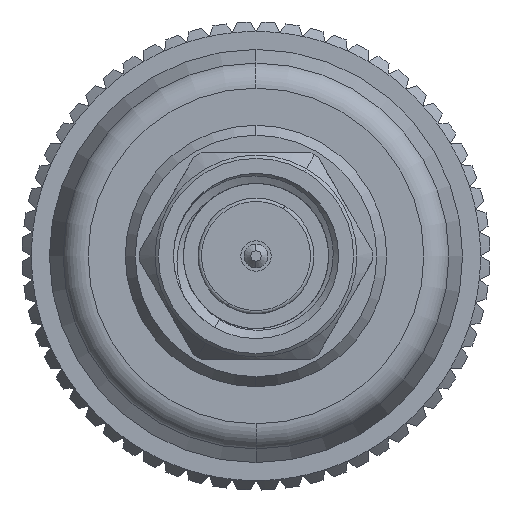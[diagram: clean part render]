
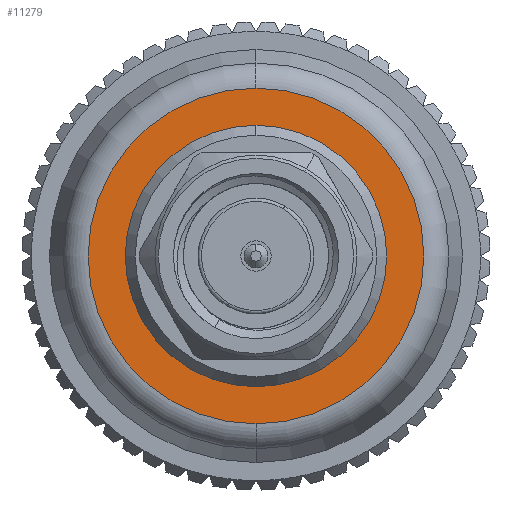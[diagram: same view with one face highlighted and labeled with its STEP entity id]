
A CAD part, left-side view. The second image highlights one B-rep face of the part: STEP entity #11279.
In plain terms, the highlighted planar face has unit normal (-1, 0, 0).
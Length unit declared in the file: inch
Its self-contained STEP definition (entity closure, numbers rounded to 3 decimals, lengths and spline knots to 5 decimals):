
#22 = AXIS2_PLACEMENT_3D ( 'NONE', #6115, #11990, #13502 ) ;
#233 = ORIENTED_EDGE ( 'NONE', *, *, #3446, .F. ) ;
#267 = PLANE ( 'NONE',  #14529 ) ;
#458 = CARTESIAN_POINT ( 'NONE',  ( 0.53561, 0., 0. ) ) ;
#637 = DIRECTION ( 'NONE',  ( 1., 0., 0. ) ) ;
#1031 = ORIENTED_EDGE ( 'NONE', *, *, #12614, .T. ) ;
#1114 = CARTESIAN_POINT ( 'NONE',  ( 0.53561, 0.19792, 0. ) ) ;
#1607 = DIRECTION ( 'NONE',  ( 1., 0., 0. ) ) ;
#2324 = EDGE_LOOP ( 'NONE', ( #1031, #4562 ) ) ;
#2720 = AXIS2_PLACEMENT_3D ( 'NONE', #11582, #4560, #8534 ) ;
#3446 = EDGE_CURVE ( 'NONE', #15944, #17531, #5040, .T. ) ;
#3607 = VERTEX_POINT ( 'NONE', #10213 ) ;
#3891 = DIRECTION ( 'NONE',  ( 0., 0., 1. ) ) ;
#4560 = DIRECTION ( 'NONE',  ( 1., 0., 0. ) ) ;
#4562 = ORIENTED_EDGE ( 'NONE', *, *, #14236, .T. ) ;
#5040 = CIRCLE ( 'NONE', #13810, 0.25411 ) ;
#5446 = CARTESIAN_POINT ( 'NONE',  ( 0.53561, 0., -0.19792 ) ) ;
#5814 = DIRECTION ( 'NONE',  ( 0., 0., -1. ) ) ;
#6115 = CARTESIAN_POINT ( 'NONE',  ( 0.53561, 0., 0. ) ) ;
#7153 = CARTESIAN_POINT ( 'NONE',  ( 0.53561, 0., 0.25411 ) ) ;
#8314 = ORIENTED_EDGE ( 'NONE', *, *, #12353, .F. ) ;
#8534 = DIRECTION ( 'NONE',  ( 0., 0., -1. ) ) ;
#8542 = CIRCLE ( 'NONE', #22, 0.19792 ) ;
#8796 = CIRCLE ( 'NONE', #2720, 0.19792 ) ;
#9394 = FACE_OUTER_BOUND ( 'NONE', #12384, .T. ) ;
#10213 = CARTESIAN_POINT ( 'NONE',  ( 0.53561, 0., 0.19792 ) ) ;
#10354 = CARTESIAN_POINT ( 'NONE',  ( 0.53561, 0., 0. ) ) ;
#10809 = FACE_BOUND ( 'NONE', #2324, .T. ) ;
#10920 = CIRCLE ( 'NONE', #18209, 0.25411 ) ;
#11111 = VERTEX_POINT ( 'NONE', #5446 ) ;
#11148 = CARTESIAN_POINT ( 'NONE',  ( 0.53561, 0., -0.25411 ) ) ;
#11279 = ADVANCED_FACE ( 'NONE', ( #10809, #9394 ), #267, .T. ) ;
#11582 = CARTESIAN_POINT ( 'NONE',  ( 0.53561, 0., 0. ) ) ;
#11990 = DIRECTION ( 'NONE',  ( 1., 0., 0. ) ) ;
#12353 = EDGE_CURVE ( 'NONE', #17531, #15944, #10920, .T. ) ;
#12384 = EDGE_LOOP ( 'NONE', ( #233, #8314 ) ) ;
#12614 = EDGE_CURVE ( 'NONE', #11111, #3607, #8796, .T. ) ;
#13502 = DIRECTION ( 'NONE',  ( 0., 0., -1. ) ) ;
#13810 = AXIS2_PLACEMENT_3D ( 'NONE', #10354, #1607, #5814 ) ;
#14236 = EDGE_CURVE ( 'NONE', #3607, #11111, #8542, .T. ) ;
#14529 = AXIS2_PLACEMENT_3D ( 'NONE', #1114, #18238, #3891 ) ;
#15944 = VERTEX_POINT ( 'NONE', #11148 ) ;
#16629 = DIRECTION ( 'NONE',  ( 0., 0., -1. ) ) ;
#17531 = VERTEX_POINT ( 'NONE', #7153 ) ;
#18209 = AXIS2_PLACEMENT_3D ( 'NONE', #458, #637, #16629 ) ;
#18238 = DIRECTION ( 'NONE',  ( -1., 0., 0. ) ) ;
